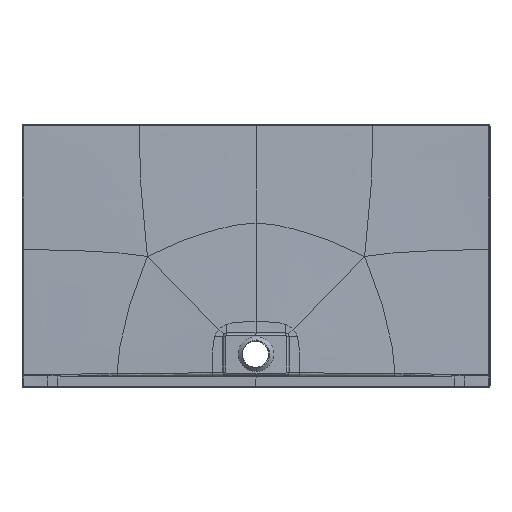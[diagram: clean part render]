
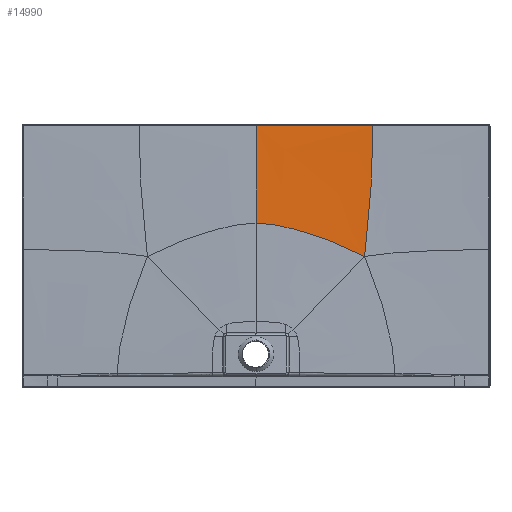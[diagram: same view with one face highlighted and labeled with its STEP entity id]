
A CAD part, front view. The second image highlights one B-rep face of the part: STEP entity #14990.
In plain terms, the highlighted free-form (B-spline) face has degree [3, 3] with [8, 10] control points.
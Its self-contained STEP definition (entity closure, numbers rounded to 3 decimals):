
#3821=CARTESIAN_POINT('',(399.995,-2.492,894.968));
#3844=CARTESIAN_POINT('',(0.002,-2.571,
894.929));
#3845=CARTESIAN_POINT('',(12.134,-2.571,894.929));
#3846=CARTESIAN_POINT('',(38.031,-2.57,894.93));
#3847=CARTESIAN_POINT('',(81.386,-2.566,894.932));
#3848=CARTESIAN_POINT('',(130.465,-2.558,894.935));
#3849=CARTESIAN_POINT('',(185.847,-2.547,894.941));
#3850=CARTESIAN_POINT('',(248.337,-2.532,894.948));
#3851=CARTESIAN_POINT('',(317.618,-2.514,894.957));
#3852=CARTESIAN_POINT('',(371.436,-2.499,894.965));
#3853=CARTESIAN_POINT('',(399.995,-2.492,894.968));
#3855=CARTESIAN_POINT('',(399.995,-2.492,894.968));
#3856=CARTESIAN_POINT('',(399.927,-2.866,864.731));
#3857=CARTESIAN_POINT('',(398.485,-3.773,801.57));
#3858=CARTESIAN_POINT('',(394.959,-5.191,715.579));
#3859=CARTESIAN_POINT('',(391.015,-6.491,638.21));
#3860=CARTESIAN_POINT('',(386.952,-7.536,576.63));
#3861=CARTESIAN_POINT('',(381.91,-8.47,523.178));
#3862=CARTESIAN_POINT('',(376.415,-9.257,480.231));
#3863=CARTESIAN_POINT('',(373.133,-9.663,458.924));
#3864=CARTESIAN_POINT('',(371.353,-9.869,448.365));
#3866=DIRECTION('',(0.,-0.028,-1.));
#3867=VECTOR('',#3866,332.488);
#3868=CARTESIAN_POINT('',(0.002,-2.571,
894.929));
#3869=LINE('',#3868,#3867);
#3919=CARTESIAN_POINT('',(0.,-11.729,
562.567));
#3920=CARTESIAN_POINT('',(25.556,-11.729,562.567));
#3921=CARTESIAN_POINT('',(79.982,-11.595,555.918));
#3922=CARTESIAN_POINT('',(169.701,-11.162,531.69));
#3923=CARTESIAN_POINT('',(250.284,-10.736,503.993));
#3924=CARTESIAN_POINT('',(318.391,-10.303,475.46));
#3925=CARTESIAN_POINT('',(353.573,-10.027,458.033));
#3926=CARTESIAN_POINT('',(371.353,-9.869,448.365));
#3975=CARTESIAN_POINT('',(371.353,-9.869,448.365));
#4497=VERTEX_POINT('',#3975);
#4610=VERTEX_POINT('',#3821);
#4632=CARTESIAN_POINT('',(0.,-11.729,
562.567));
#4634=VERTEX_POINT('',#4632);
#4635=CARTESIAN_POINT('',(0.002,-2.571,
894.929));
#4636=VERTEX_POINT('',#4635);
#14900=CARTESIAN_POINT('',(-4.092,-2.458,
899.011));
#14901=CARTESIAN_POINT('',(-4.091,-3.223,
871.238));
#14902=CARTESIAN_POINT('',(-4.014,-4.764,
815.339));
#14903=CARTESIAN_POINT('',(-3.772,-6.691,
745.376));
#14904=CARTESIAN_POINT('',(-3.544,-8.241,
689.123));
#14905=CARTESIAN_POINT('',(-3.377,-9.404,
646.932));
#14906=CARTESIAN_POINT('',(-3.256,-10.372,
611.773));
#14907=CARTESIAN_POINT('',(-3.174,-11.174,
582.668));
#14908=CARTESIAN_POINT('',(-3.139,-11.589,
567.627));
#14909=CARTESIAN_POINT('',(-3.123,-11.81,
559.618));
#14910=CARTESIAN_POINT('',(30.605,-2.458,
899.012));
#14911=CARTESIAN_POINT('',(30.599,-3.225,
871.243));
#14912=CARTESIAN_POINT('',(30.019,-4.767,
815.358));
#14913=CARTESIAN_POINT('',(28.197,-6.697,
745.435));
#14914=CARTESIAN_POINT('',(26.48,-8.248,
689.235));
#14915=CARTESIAN_POINT('',(25.214,-9.411,
647.096));
#14916=CARTESIAN_POINT('',(24.294,-10.379,
611.986));
#14917=CARTESIAN_POINT('',(23.673,-11.181,
582.924));
#14918=CARTESIAN_POINT('',(23.408,-11.595,
567.905));
#14919=CARTESIAN_POINT('',(23.285,-11.815,
559.907));
#14920=CARTESIAN_POINT('',(98.636,-2.457,
899.004));
#14921=CARTESIAN_POINT('',(98.616,-3.197,
871.117));
#14922=CARTESIAN_POINT('',(96.826,-4.687,
814.909));
#14923=CARTESIAN_POINT('',(91.445,-6.565,
744.067));
#14924=CARTESIAN_POINT('',(86.658,-8.092,
686.629));
#14925=CARTESIAN_POINT('',(83.294,-9.249,
643.309));
#14926=CARTESIAN_POINT('',(81.,-10.224,
607.052));
#14927=CARTESIAN_POINT('',(79.53,-11.036,
577.005));
#14928=CARTESIAN_POINT('',(78.931,-11.458,
561.483));
#14929=CARTESIAN_POINT('',(78.655,-11.683,
553.224));
#14930=CARTESIAN_POINT('',(199.999,-2.454,
898.981));
#14931=CARTESIAN_POINT('',(199.966,-3.091,
870.723));
#14932=CARTESIAN_POINT('',(196.957,-4.394,
813.482));
#14933=CARTESIAN_POINT('',(188.357,-6.103,
739.409));
#14934=CARTESIAN_POINT('',(181.112,-7.56,
677.407));
#14935=CARTESIAN_POINT('',(176.218,-8.704,
629.645));
#14936=CARTESIAN_POINT('',(172.995,-9.704,
588.982));
#14937=CARTESIAN_POINT('',(170.895,-10.559,
555.098));
#14938=CARTESIAN_POINT('',(169.984,-11.009,
537.582));
#14939=CARTESIAN_POINT('',(169.535,-11.251,
528.285));
#14940=CARTESIAN_POINT('',(283.333,-2.45,
898.946));
#14941=CARTESIAN_POINT('',(283.299,-2.979,
870.056));
#14942=CARTESIAN_POINT('',(280.263,-4.107,
811.269));
#14943=CARTESIAN_POINT('',(271.839,-5.684,
733.283));
#14944=CARTESIAN_POINT('',(264.667,-7.086,
666.099));
#14945=CARTESIAN_POINT('',(259.577,-8.216,
613.418));
#14946=CARTESIAN_POINT('',(255.712,-9.229,
568.008));
#14947=CARTESIAN_POINT('',(252.559,-10.109,
530.096));
#14948=CARTESIAN_POINT('',(250.883,-10.576,
510.552));
#14949=CARTESIAN_POINT('',(249.941,-10.829,
500.201));
#14950=CARTESIAN_POINT('',(351.076,-2.447,
898.893));
#14951=CARTESIAN_POINT('',(351.052,-2.89,
868.825));
#14952=CARTESIAN_POINT('',(348.747,-3.893,
807.465));
#14953=CARTESIAN_POINT('',(342.585,-5.389,
724.766));
#14954=CARTESIAN_POINT('',(336.924,-6.742,
652.222));
#14955=CARTESIAN_POINT('',(332.288,-7.837,
594.756));
#14956=CARTESIAN_POINT('',(327.764,-8.823,
544.946));
#14957=CARTESIAN_POINT('',(323.223,-9.681,
503.451));
#14958=CARTESIAN_POINT('',(320.491,-10.139,
482.117));
#14959=CARTESIAN_POINT('',(318.922,-10.386,
470.88));
#14960=CARTESIAN_POINT('',(385.486,-2.445,
898.853));
#14961=CARTESIAN_POINT('',(385.469,-2.847,
867.851));
#14962=CARTESIAN_POINT('',(383.752,-3.791,
804.511));
#14963=CARTESIAN_POINT('',(379.349,-5.25,
718.646));
#14964=CARTESIAN_POINT('',(374.866,-6.568,
642.815));
#14965=CARTESIAN_POINT('',(370.624,-7.632,
582.525));
#14966=CARTESIAN_POINT('',(365.744,-8.584,
530.21));
#14967=CARTESIAN_POINT('',(360.384,-9.414,
486.672));
#14968=CARTESIAN_POINT('',(357.094,-9.857,
464.373));
#14969=CARTESIAN_POINT('',(355.141,-10.096,
452.585));
#14970=CARTESIAN_POINT('',(403.229,-2.444,
898.829));
#14971=CARTESIAN_POINT('',(403.216,-2.825,
867.237));
#14972=CARTESIAN_POINT('',(401.835,-3.74,
802.655));
#14973=CARTESIAN_POINT('',(398.43,-5.178,
714.904));
#14974=CARTESIAN_POINT('',(394.606,-6.474,
637.196));
#14975=CARTESIAN_POINT('',(390.583,-7.515,
575.33));
#14976=CARTESIAN_POINT('',(385.505,-8.445,
521.626));
#14977=CARTESIAN_POINT('',(379.746,-9.256,
476.987));
#14978=CARTESIAN_POINT('',(376.139,-9.689,
454.106));
#14979=CARTESIAN_POINT('',(374.041,-9.924,
442.064));
#14980=B_SPLINE_SURFACE_WITH_KNOTS('',3,3,((#14900,#14901,#14902,#14903,#14904,
#14905,#14906,#14907,#14908,#14909),(#14910,#14911,#14912,#14913,#14914,#14915,
#14916,#14917,#14918,#14919),(#14920,#14921,#14922,#14923,#14924,#14925,#14926,
#14927,#14928,#14929),(#14930,#14931,#14932,#14933,#14934,#14935,#14936,#14937,
#14938,#14939),(#14940,#14941,#14942,#14943,#14944,#14945,#14946,#14947,#14948,
#14949),(#14950,#14951,#14952,#14953,#14954,#14955,#14956,#14957,#14958,#14959),
(#14960,#14961,#14962,#14963,#14964,#14965,#14966,#14967,#14968,#14969),(#14970,
#14971,#14972,#14973,#14974,#14975,#14976,#14977,#14978,#14979)),.UNSPECIFIED.,
.F.,.F.,.F.,(4,1,1,1,1,4),(4,1,1,1,1,1,1,4),(-0.005,0.125,0.25,
0.375,0.438,0.504),(0.002,0.125,0.25,0.313,
0.375,0.438,0.469,0.504),.UNSPECIFIED.);
#14982=ORIENTED_EDGE('',*,*,#14981,.F.);
#14984=ORIENTED_EDGE('',*,*,#14983,.T.);
#14985=ORIENTED_EDGE('',*,*,#14892,.T.);
#14987=ORIENTED_EDGE('',*,*,#14986,.F.);
#14988=EDGE_LOOP('',(#14982,#14984,#14985,#14987));
#14989=FACE_OUTER_BOUND('',#14988,.F.);
#14990=ADVANCED_FACE('',(#14989),#14980,.F.);
#3854=B_SPLINE_CURVE_WITH_KNOTS('',3,(#3844,#3845,#3846,#3847,#3848,#3849,#3850,
#3851,#3852,#3853),.UNSPECIFIED.,.F.,.F.,(4,1,1,1,1,1,1,4),(0.,
0.143,0.286,0.429,0.571,
0.714,0.857,1.),.UNSPECIFIED.);
#3865=B_SPLINE_CURVE_WITH_KNOTS('',3,(#3855,#3856,#3857,#3858,#3859,#3860,#3861,
#3862,#3863,#3864),.UNSPECIFIED.,.F.,.F.,(4,1,1,1,1,1,1,4),(0.,
0.24,0.493,0.62,0.747,
0.873,0.937,1.),.UNSPECIFIED.);
#3927=B_SPLINE_CURVE_WITH_KNOTS('',3,(#3919,#3920,#3921,#3922,#3923,#3924,#3925,
#3926),.UNSPECIFIED.,.F.,.F.,(4,1,1,1,1,4),(0.,0.25,0.5,0.75,0.875,
1.),.UNSPECIFIED.);
#14892=EDGE_CURVE('',#4610,#4497,#3865,.T.);
#14981=EDGE_CURVE('',#4636,#4634,#3869,.T.);
#14983=EDGE_CURVE('',#4636,#4610,#3854,.T.);
#14986=EDGE_CURVE('',#4634,#4497,#3927,.T.);
